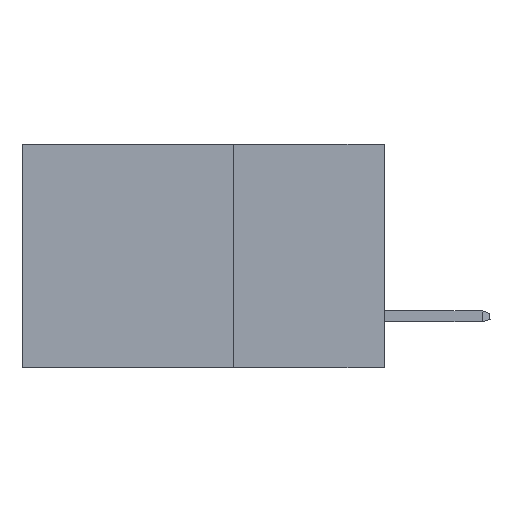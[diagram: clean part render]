
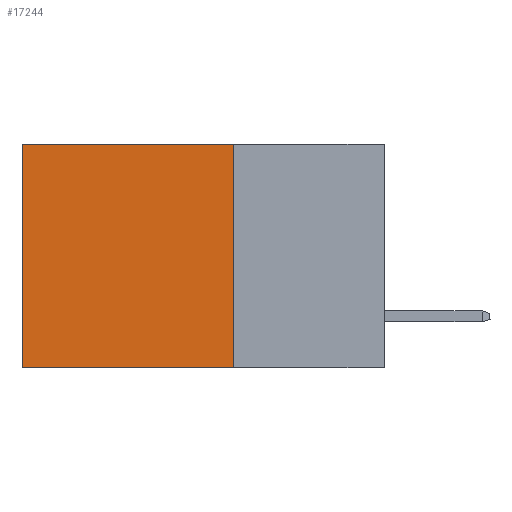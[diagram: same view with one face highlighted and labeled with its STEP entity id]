
A CAD part, left-side view. The second image highlights one B-rep face of the part: STEP entity #17244.
In plain terms, the highlighted planar face has unit normal (-1, 0, 0).
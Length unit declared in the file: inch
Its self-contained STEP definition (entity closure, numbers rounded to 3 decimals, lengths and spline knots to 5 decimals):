
#262 = LINE ( 'NONE', #4408, #14895 ) ;
#1004 = CARTESIAN_POINT ( 'NONE',  ( 0.298, 0.6, 0. ) ) ;
#2888 = EDGE_CURVE ( 'NONE', #8691, #9385, #4507, .T. ) ;
#3630 = CARTESIAN_POINT ( 'NONE',  ( 0.298, 0.25, -0.37 ) ) ;
#3867 = PLANE ( 'NONE',  #4941 ) ;
#4064 = DIRECTION ( 'NONE',  ( 0., 1., 0. ) ) ;
#4071 = VECTOR ( 'NONE', #17898, 39.37008 ) ;
#4408 = CARTESIAN_POINT ( 'NONE',  ( 0.298, 0.6, 0. ) ) ;
#4507 = LINE ( 'NONE', #14261, #6466 ) ;
#4941 = AXIS2_PLACEMENT_3D ( 'NONE', #5519, #11177, #11035 ) ;
#5519 = CARTESIAN_POINT ( 'NONE',  ( 0.298, 0.25, 0. ) ) ;
#5529 = ORIENTED_EDGE ( 'NONE', *, *, #17421, .T. ) ;
#5882 = VERTEX_POINT ( 'NONE', #14747 ) ;
#6466 = VECTOR ( 'NONE', #17183, 39.37008 ) ;
#6477 = LINE ( 'NONE', #16583, #4071 ) ;
#7276 = ORIENTED_EDGE ( 'NONE', *, *, #15861, .F. ) ;
#7376 = VECTOR ( 'NONE', #4064, 39.37008 ) ;
#8310 = CARTESIAN_POINT ( 'NONE',  ( 0.298, 0.25, 0. ) ) ;
#8655 = FACE_OUTER_BOUND ( 'NONE', #9612, .T. ) ;
#8691 = VERTEX_POINT ( 'NONE', #14618 ) ;
#9385 = VERTEX_POINT ( 'NONE', #3630 ) ;
#9612 = EDGE_LOOP ( 'NONE', ( #5529, #7276, #14403, #13836 ) ) ;
#9856 = DIRECTION ( 'NONE',  ( 0., 0., -1. ) ) ;
#11035 = DIRECTION ( 'NONE',  ( 0., 0., -1. ) ) ;
#11177 = DIRECTION ( 'NONE',  ( 1., 0., 0. ) ) ;
#12306 = VERTEX_POINT ( 'NONE', #1004 ) ;
#13836 = ORIENTED_EDGE ( 'NONE', *, *, #16108, .T. ) ;
#14261 = CARTESIAN_POINT ( 'NONE',  ( 0.298, 0.25, 0. ) ) ;
#14403 = ORIENTED_EDGE ( 'NONE', *, *, #2888, .F. ) ;
#14618 = CARTESIAN_POINT ( 'NONE',  ( 0.298, 0.25, 0. ) ) ;
#14747 = CARTESIAN_POINT ( 'NONE',  ( 0.298, 0.6, -0.37 ) ) ;
#14895 = VECTOR ( 'NONE', #9856, 39.37008 ) ;
#15861 = EDGE_CURVE ( 'NONE', #9385, #5882, #6477, .T. ) ;
#16108 = EDGE_CURVE ( 'NONE', #8691, #12306, #16496, .T. ) ;
#16496 = LINE ( 'NONE', #8310, #7376 ) ;
#16583 = CARTESIAN_POINT ( 'NONE',  ( 0.298, 0.25, -0.37 ) ) ;
#17183 = DIRECTION ( 'NONE',  ( 0., 0., -1. ) ) ;
#17244 = ADVANCED_FACE ( 'NONE', ( #8655 ), #3867, .F. ) ;
#17421 = EDGE_CURVE ( 'NONE', #12306, #5882, #262, .T. ) ;
#17898 = DIRECTION ( 'NONE',  ( 0., 1., 0. ) ) ;
